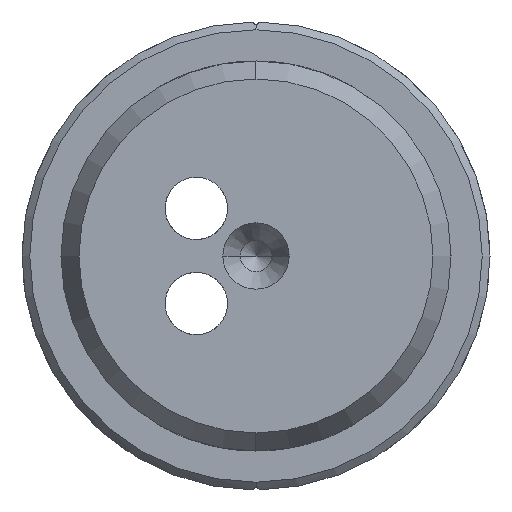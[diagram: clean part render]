
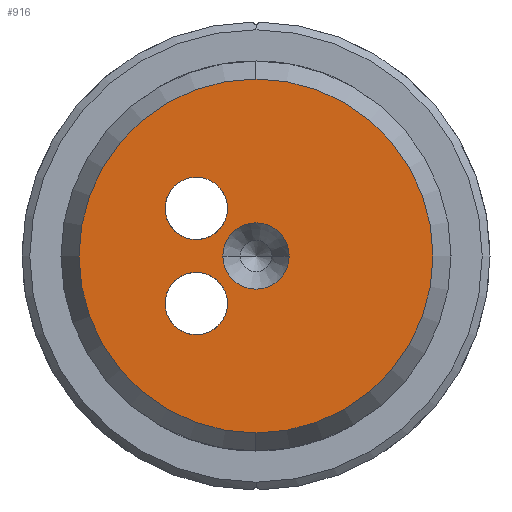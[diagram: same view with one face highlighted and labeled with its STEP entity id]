
A CAD part, left-side view. The second image highlights one B-rep face of the part: STEP entity #916.
In plain terms, the highlighted planar face has unit normal (-1, 0, 0).
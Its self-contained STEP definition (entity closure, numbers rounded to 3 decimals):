
#18 = CIRCLE ( 'NONE', #22, 2.125 ) ;
#22 = AXIS2_PLACEMENT_3D ( 'NONE', #2446, #3340, #644 ) ;
#32 = VERTEX_POINT ( 'NONE', #2388 ) ;
#34 = DIRECTION ( 'NONE',  ( 1., 0., 0. ) ) ;
#43 = VERTEX_POINT ( 'NONE', #2086 ) ;
#74 = CARTESIAN_POINT ( 'NONE',  ( -139., 3.828, -5.05 ) ) ;
#140 = EDGE_CURVE ( 'NONE', #2304, #32, #18, .T. ) ;
#255 = ORIENTED_EDGE ( 'NONE', *, *, #3175, .T. ) ;
#256 = FACE_OUTER_BOUND ( 'NONE', #2890, .T. ) ;
#257 = CARTESIAN_POINT ( 'NONE',  ( -139., 3.828, 3.05 ) ) ;
#280 = ORIENTED_EDGE ( 'NONE', *, *, #2435, .T. ) ;
#344 = ORIENTED_EDGE ( 'NONE', *, *, #2061, .T. ) ;
#343 = DIRECTION ( 'NONE',  ( 0., 0., -1. ) ) ;
#406 = AXIS2_PLACEMENT_3D ( 'NONE', #2470, #3641, #940 ) ;
#431 = EDGE_LOOP ( 'NONE', ( #3319, #280 ) ) ;
#476 = DIRECTION ( 'NONE',  ( 0., 0., -1. ) ) ;
#644 = DIRECTION ( 'NONE',  ( 0., 1., 0. ) ) ;
#762 = ORIENTED_EDGE ( 'NONE', *, *, #3257, .T. ) ;
#827 = EDGE_LOOP ( 'NONE', ( #3226, #2808 ) ) ;
#916 = ADVANCED_FACE ( 'NONE', ( #1724, #2948, #256, #1424 ), #2650, .F. ) ;
#939 = CARTESIAN_POINT ( 'NONE',  ( -139., 3.828, -3.05 ) ) ;
#940 = DIRECTION ( 'NONE',  ( 0., 0., -1. ) ) ;
#1122 = DIRECTION ( 'NONE',  ( 1., 0., 0. ) ) ;
#1191 = DIRECTION ( 'NONE',  ( 0., 1., 0. ) ) ;
#1239 = CARTESIAN_POINT ( 'NONE',  ( -139., 0., 0. ) ) ;
#1285 = VERTEX_POINT ( 'NONE', #3763 ) ;
#1383 = AXIS2_PLACEMENT_3D ( 'NONE', #2718, #34, #1191 ) ;
#1386 = CIRCLE ( 'NONE', #1383, 2.125 ) ;
#1424 = FACE_BOUND ( 'NONE', #827, .T. ) ;
#1426 = DIRECTION ( 'NONE',  ( 1., 0., 0. ) ) ;
#1454 = CIRCLE ( 'NONE', #3706, 2. ) ;
#1477 = CARTESIAN_POINT ( 'NONE',  ( -139., -2.125, 0. ) ) ;
#1565 = VERTEX_POINT ( 'NONE', #1615 ) ;
#1610 = CARTESIAN_POINT ( 'NONE',  ( -139., 3.828, 1.05 ) ) ;
#1615 = CARTESIAN_POINT ( 'NONE',  ( -139., 0., -11.345 ) ) ;
#1684 = ORIENTED_EDGE ( 'NONE', *, *, #3151, .T. ) ;
#1724 = FACE_BOUND ( 'NONE', #431, .T. ) ;
#1755 = AXIS2_PLACEMENT_3D ( 'NONE', #3819, #1122, #2359 ) ;
#1825 = CARTESIAN_POINT ( 'NONE',  ( -139., 3.828, 3.05 ) ) ;
#1842 = AXIS2_PLACEMENT_3D ( 'NONE', #939, #2165, #3356 ) ;
#1886 = EDGE_LOOP ( 'NONE', ( #344, #1684 ) ) ;
#1891 = CIRCLE ( 'NONE', #1842, 2. ) ;
#1901 = VERTEX_POINT ( 'NONE', #1610 ) ;
#1966 = CARTESIAN_POINT ( 'NONE',  ( -139., 0., 0. ) ) ;
#2061 = EDGE_CURVE ( 'NONE', #1901, #1285, #1454, .T. ) ;
#2086 = CARTESIAN_POINT ( 'NONE',  ( -139., 3.828, -1.05 ) ) ;
#2165 = DIRECTION ( 'NONE',  ( 1., 0., 0. ) ) ;
#2289 = AXIS2_PLACEMENT_3D ( 'NONE', #1239, #2475, #3646 ) ;
#2302 = CIRCLE ( 'NONE', #2289, 11.345 ) ;
#2304 = VERTEX_POINT ( 'NONE', #1477 ) ;
#2355 = AXIS2_PLACEMENT_3D ( 'NONE', #1966, #3172, #476 ) ;
#2359 = DIRECTION ( 'NONE',  ( 0., 0., -1. ) ) ;
#2388 = CARTESIAN_POINT ( 'NONE',  ( -139., 2.125, 0. ) ) ;
#2404 = CIRCLE ( 'NONE', #2805, 2. ) ;
#2435 = EDGE_CURVE ( 'NONE', #43, #3483, #2614, .T. ) ;
#2446 = CARTESIAN_POINT ( 'NONE',  ( -139., 0., 0. ) ) ;
#2470 = CARTESIAN_POINT ( 'NONE',  ( -139., 3.828, -3.05 ) ) ;
#2475 = DIRECTION ( 'NONE',  ( -1., 0., 0. ) ) ;
#2614 = CIRCLE ( 'NONE', #406, 2. ) ;
#2650 = PLANE ( 'NONE',  #1755 ) ;
#2651 = DIRECTION ( 'NONE',  ( 0., 0., -1. ) ) ;
#2718 = CARTESIAN_POINT ( 'NONE',  ( -139., 0., 0. ) ) ;
#2792 = CIRCLE ( 'NONE', #2355, 11.345 ) ;
#2805 = AXIS2_PLACEMENT_3D ( 'NONE', #1825, #3044, #343 ) ;
#2808 = ORIENTED_EDGE ( 'NONE', *, *, #3799, .T. ) ;
#2890 = EDGE_LOOP ( 'NONE', ( #762, #255 ) ) ;
#2948 = FACE_BOUND ( 'NONE', #1886, .T. ) ;
#3044 = DIRECTION ( 'NONE',  ( 1., 0., 0. ) ) ;
#3151 = EDGE_CURVE ( 'NONE', #1285, #1901, #2404, .T. ) ;
#3172 = DIRECTION ( 'NONE',  ( -1., 0., 0. ) ) ;
#3175 = EDGE_CURVE ( 'NONE', #3669, #1565, #2302, .T. ) ;
#3226 = ORIENTED_EDGE ( 'NONE', *, *, #140, .T. ) ;
#3257 = EDGE_CURVE ( 'NONE', #1565, #3669, #2792, .T. ) ;
#3319 = ORIENTED_EDGE ( 'NONE', *, *, #3501, .T. ) ;
#3340 = DIRECTION ( 'NONE',  ( 1., 0., 0. ) ) ;
#3356 = DIRECTION ( 'NONE',  ( 0., 0., -1. ) ) ;
#3483 = VERTEX_POINT ( 'NONE', #74 ) ;
#3501 = EDGE_CURVE ( 'NONE', #3483, #43, #1891, .T. ) ;
#3505 = CARTESIAN_POINT ( 'NONE',  ( -139., 0., 11.345 ) ) ;
#3641 = DIRECTION ( 'NONE',  ( 1., 0., 0. ) ) ;
#3646 = DIRECTION ( 'NONE',  ( 0., 0., -1. ) ) ;
#3669 = VERTEX_POINT ( 'NONE', #3505 ) ;
#3706 = AXIS2_PLACEMENT_3D ( 'NONE', #257, #1426, #2651 ) ;
#3763 = CARTESIAN_POINT ( 'NONE',  ( -139., 3.828, 5.05 ) ) ;
#3799 = EDGE_CURVE ( 'NONE', #32, #2304, #1386, .T. ) ;
#3819 = CARTESIAN_POINT ( 'NONE',  ( -139., 12.5, 0. ) ) ;
